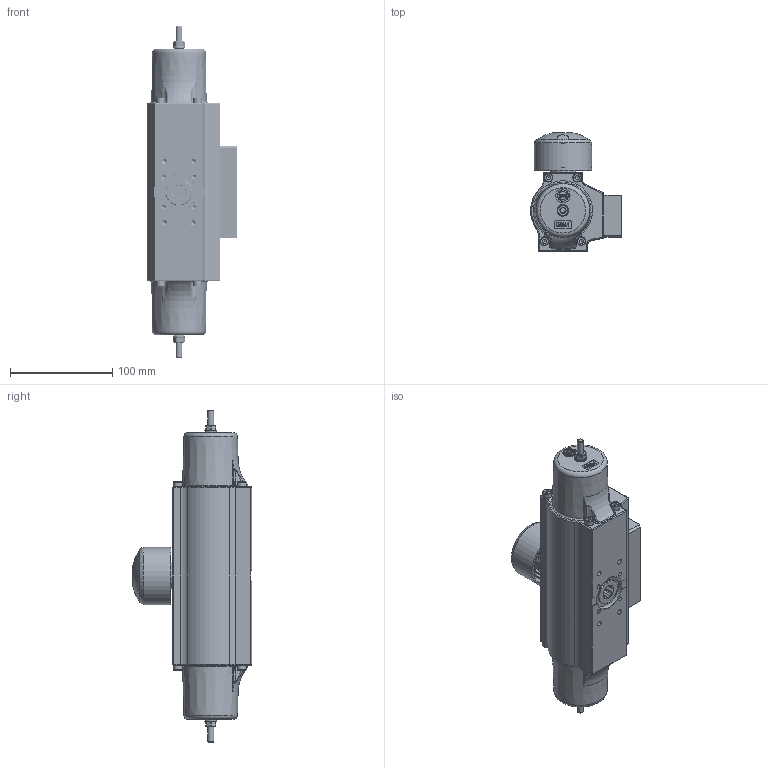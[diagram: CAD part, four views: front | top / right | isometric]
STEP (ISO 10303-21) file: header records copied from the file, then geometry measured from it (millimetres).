
FILE_DESCRIPTION(/* description */ (''),/* implementation_level */ '2;1');
FILE_NAME(/* name */ 'EB5_1 - SYS F04.stp',/* time_stamp */ '2017-11-22T11:34:25+01:00',/* author */ ('Brumpreuksch'),/* organization */ (''),/* preprocessor_version */ 'ST-DEVELOPER v16.5',/* originating_system */ 'Autodesk Inventor 2017',/* authorisation */ '');
FILE_SCHEMA (('AUTOMOTIVE_DESIGN { 1 0 10303 214 3 1 1 }'));
Length unit declared in the file: millimetre
Products named in the file (1): EB5_1 - SYS F04
Bounding box: 88.5 x 116.5 x 324 mm (x, y, z)
Volume: 725665.5 mm3; surface area: 322220.8 mm2
Topology: 5 solids, 47 shells, 4171 faces, 10434 edges, 6171 vertices
Faces by surface type: plane 1340, cylinder 1055, bspline 797, torus 416, sphere 318, cone 245
Full cylindrical faces by diameter (mm): 1.7 x2, 2 x10, 3 x4, 4.134 x20, 4.2 x1, 4.917 x7, 5 x11, 5.5 x9, 6 x21, 6.05 x2, 6.6 x2, 8.5 x8, 9 x2, 10 x6, 10.295 x2, 11 x4, 11.4 x2, 11.45 x2, 12 x2, 12.4 x4, 13.2 x1, 13.5 x1, 14 x7, 14.12 x1, 14.2 x1, 16.5 x1, 17 x4, 17.2 x3, 17.5 x1, 18 x2
Entity records: 151885 total; most frequent: CARTESIAN_POINT 54425, DIRECTION 19336, ORIENTED_EDGE 19268, EDGE_CURVE 9626, AXIS2_PLACEMENT_3D 7805, VERTEX_POINT 5971, EDGE_LOOP 4820, FACE_OUTER_BOUND 4169
